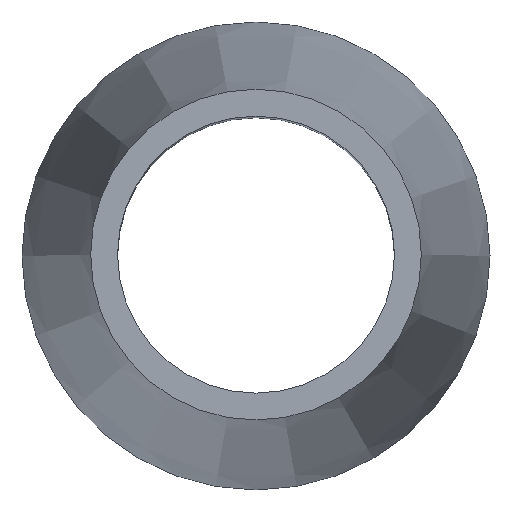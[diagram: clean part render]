
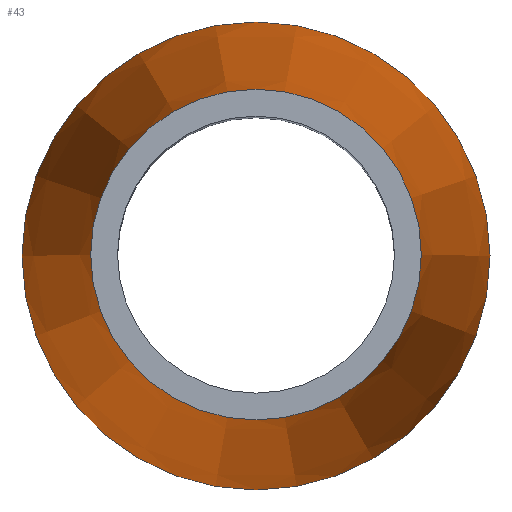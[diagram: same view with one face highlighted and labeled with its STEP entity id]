
A CAD part, top view. The second image highlights one B-rep face of the part: STEP entity #43.
In plain terms, the highlighted conical face has half-angle 5 degrees and reference radius 5.07 mm.
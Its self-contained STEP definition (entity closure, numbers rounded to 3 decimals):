
#34=CONICAL_SURFACE('',#133,5.07,5.);
#43=ADVANCED_FACE('',(#58,#59),#34,.T.);
#58=FACE_BOUND('',#74,.T.);
#59=FACE_BOUND('',#75,.T.);
#74=EDGE_LOOP('',(#90));
#75=EDGE_LOOP('',(#91));
#90=ORIENTED_EDGE('',*,*,#111,.F.);
#91=ORIENTED_EDGE('',*,*,#110,.T.);
#102=VERTEX_POINT('',#186);
#103=VERTEX_POINT('',#189);
#110=EDGE_CURVE('',#102,#102,#118,.T.);
#111=EDGE_CURVE('',#103,#103,#119,.T.);
#118=CIRCLE('',#130,5.07);
#119=CIRCLE('',#132,3.583);
#130=AXIS2_PLACEMENT_3D('',#185,#155,#156);
#132=AXIS2_PLACEMENT_3D('',#188,#159,#160);
#133=AXIS2_PLACEMENT_3D('',#190,#161,#162);
#155=DIRECTION('',(0.,0.,1.));
#156=DIRECTION('',(1.,0.,0.));
#159=DIRECTION('',(0.,0.,1.));
#160=DIRECTION('',(1.,0.,0.));
#161=DIRECTION('',(0.,0.,-1.));
#162=DIRECTION('',(-1.,0.,0.));
#185=CARTESIAN_POINT('',(0.,0.,-0.8));
#186=CARTESIAN_POINT('',(5.07,0.,-0.8));
#188=CARTESIAN_POINT('',(0.,0.,16.2));
#189=CARTESIAN_POINT('',(3.583,0.,16.2));
#190=CARTESIAN_POINT('',(0.,0.,-0.8));
